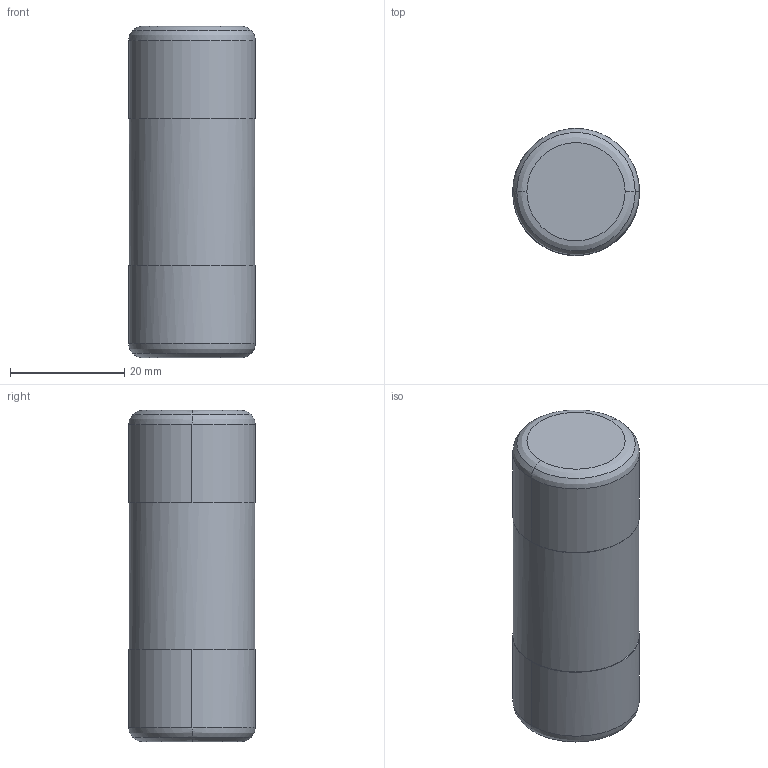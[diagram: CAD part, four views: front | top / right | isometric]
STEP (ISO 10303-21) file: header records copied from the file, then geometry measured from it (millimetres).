
FILE_DESCRIPTION((''),'2;1');
FILE_NAME('CH22X58_ASM.stp','2025-07-18T09:54:41',('User'),( 'SDRC'),'I-DEAS Master Series','UNIX','Yes');
FILE_SCHEMA(('CONFIG_CONTROL_DESIGN', 'GEOMETRIC_VALIDATION_PROPERTIES_MIM','SHAPE_APPEARANCE_LAYER_MIM'));
Length unit declared in the file: millimetre
Assembly tree (6 placements, depth 0):
Bounding box: 22.2 x 22.2 x 58 mm (x, y, z)
Volume: 28399.6 mm3; surface area: 8014.8 mm2
Topology: 4 solids, 4 shells, 27 faces, 45 edges, 26 vertices
Faces by surface type: bspline 27
Entity records: 2044 total; most frequent: CARTESIAN_POINT 929, ORIENTED_EDGE 62, PERSON 60, ORGANIZATION 60, PERSON_AND_ORGANIZATION 60, CALENDAR_DATE 42, COORDINATED_UNIVERSAL_TIME_OFFSET 42, LOCAL_TIME 42
